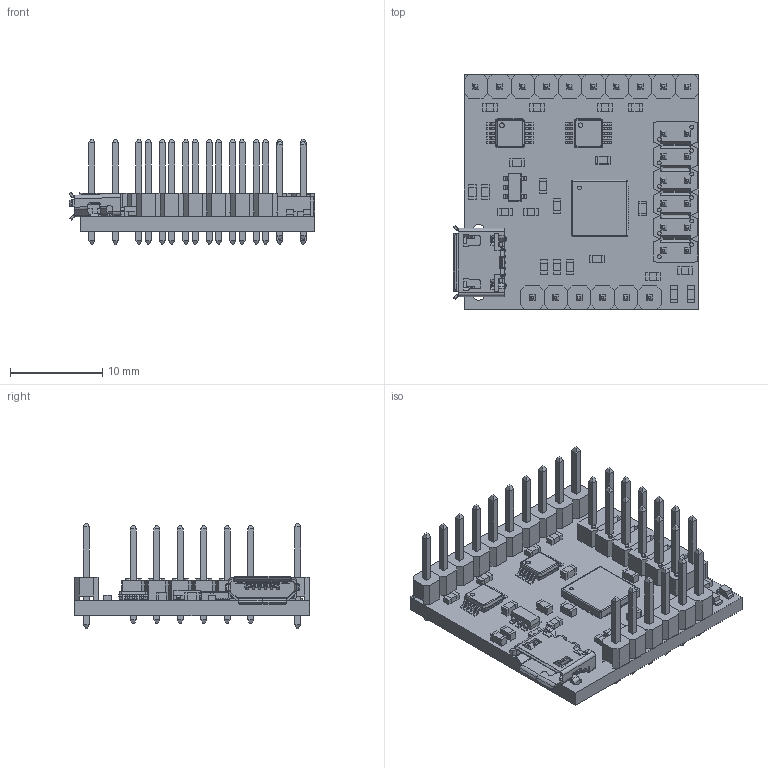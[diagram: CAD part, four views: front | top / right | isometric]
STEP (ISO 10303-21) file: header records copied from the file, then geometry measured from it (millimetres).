
FILE_DESCRIPTION(('Open CASCADE Model'),'2;1');
FILE_NAME('Open CASCADE Shape Model','2021-07-06T21:09:59',('Author'),( 'Open CASCADE'),'Open CASCADE STEP processor 6.8','Open CASCADE 6.8' ,'Unknown');
FILE_SCHEMA(('AUTOMOTIVE_DESIGN { 1 0 10303 214 1 1 1 1 }'));
Length unit declared in the file: millimetre
Products named in the file (63): PCB; Board; Open CASCADE STEP translator 6.8 4.1.1; R10; 6101923328; Extruded; 6101923568; R9; D2; 6815725616; 6815725376; D1; J4; s10129381-X12002XLF; J5; PREC010SAAN-RC; 1_row_end_bumps_format; R7; R8; R6; R5; C9; 6252864800; 6252864400; C8; 6142465248; 6142464768; C6; C7; U6; MO-187BA-T; Open CASCADE STEP translator 6.8 4.16.1.1; Open CASCADE STEP translator 6.8 4.16.1.2; U5; U3; CircuitWorks-SOT-23-5; U2; MO-220VJJE-1; Open CASCADE STEP translator 6.8 4.19.1.1; Open CASCADE STEP translator 6.8 4.19.1.2 ...
Assembly tree (129 placements, depth 4):
  PCB
    Board
      Open CASCADE STEP translator 6.8 4.1.1
    R10
      6101923328  x2
        Extruded
      6101923568
        Extruded
    R9
      6101923328  x2
        Extruded
      6101923568
        Extruded
    D2
      6815725616
        Extruded
      6815725376
        Extruded
    D1
      6815725616
        Extruded
      6815725376
        Extruded
    J4
      s10129381-X12002XLF
    J5
      PREC010SAAN-RC
        1_row_end_bumps_format  x10
    R7
      6101923328  x2
        Extruded
      6101923568
        Extruded
    R8
      6101923328  x2
        Extruded
      6101923568
        Extruded
    R6
      6101923328  x2
        Extruded
      6101923568
        Extruded
    R5
      6101923328  x2
        Extruded
      6101923568
        Extruded
    C9
      6252864800  x2
        Extruded
      6252864400
        Extruded
    C8
      6142465248  x2
        Extruded
      6142464768
        Extruded
    C6
      6252864800  x2
Bounding box: 26.6 x 25.4 x 11.43 mm (x, y, z)
Volume: 1588 mm3; surface area: 3781.3 mm2
Topology: 187 solids, 187 shells, 2881 faces, 7158 edges, 4975 vertices
Faces by surface type: plane 2289, cylinder 531, bspline 27, sphere 12, extrusion 10, cone 8, torus 4
Full cylindrical faces by diameter (mm): 0.5 x2, 0.85 x2, 1.067 x28, 1.2 x2
Entity records: 65638 total; most frequent: CARTESIAN_POINT 12681, DIRECTION 9845, ORIENTED_EDGE 9474, EDGE_CURVE 4737, VECTOR 3833, LINE 3823, VERTEX_POINT 3053, AXIS2_PLACEMENT_3D 3006
